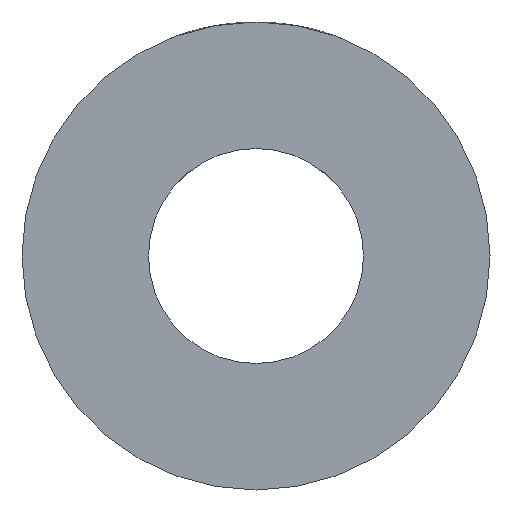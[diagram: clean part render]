
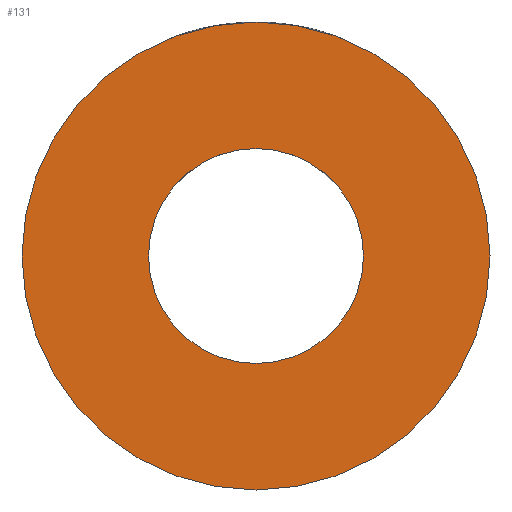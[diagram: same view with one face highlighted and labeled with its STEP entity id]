
A CAD part, front view. The second image highlights one B-rep face of the part: STEP entity #131.
In plain terms, the highlighted planar face has unit normal (0, -1, 0).
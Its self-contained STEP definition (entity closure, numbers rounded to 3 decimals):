
#17=PLANE('',#158);
#22=FACE_BOUND('',#53,.T.);
#24=CIRCLE('',#149,9.25);
#28=CIRCLE('',#156,4.25);
#40=FACE_OUTER_BOUND('',#52,.T.);
#52=EDGE_LOOP('',(#121));
#53=EDGE_LOOP('',(#122));
#73=VERTEX_POINT('',#349);
#77=VERTEX_POINT('',#362);
#86=EDGE_CURVE('',#73,#73,#24,.T.);
#92=EDGE_CURVE('',#77,#77,#28,.T.);
#121=ORIENTED_EDGE('',*,*,#86,.F.);
#122=ORIENTED_EDGE('',*,*,#92,.F.);
#131=ADVANCED_FACE('',(#40,#22),#17,.F.);
#149=AXIS2_PLACEMENT_3D('',#351,#170,#171);
#156=AXIS2_PLACEMENT_3D('',#364,#186,#187);
#158=AXIS2_PLACEMENT_3D('',#366,#190,#191);
#170=DIRECTION('center_axis',(0.,1.,0.));
#171=DIRECTION('ref_axis',(1.,0.,0.));
#186=DIRECTION('center_axis',(0.,-1.,0.));
#187=DIRECTION('ref_axis',(1.,0.,0.));
#190=DIRECTION('center_axis',(0.,1.,0.));
#191=DIRECTION('ref_axis',(1.,0.,0.));
#349=CARTESIAN_POINT('',(-9.25,0.,0.));
#351=CARTESIAN_POINT('Origin',(0.,0.,0.));
#362=CARTESIAN_POINT('',(-4.25,0.,0.));
#364=CARTESIAN_POINT('Origin',(0.,0.,0.));
#366=CARTESIAN_POINT('Origin',(0.,0.,0.));
